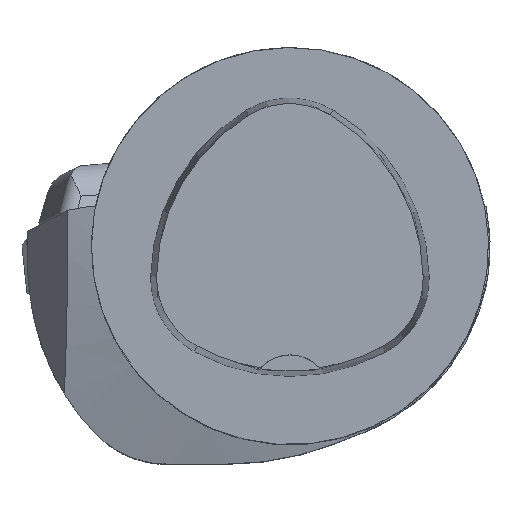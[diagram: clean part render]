
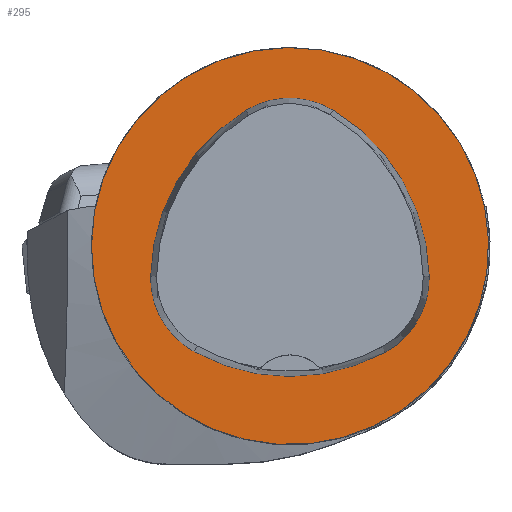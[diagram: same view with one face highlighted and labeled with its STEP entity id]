
A CAD part, top view. The second image highlights one B-rep face of the part: STEP entity #295.
In plain terms, the highlighted planar face has unit normal (0, 0, 1).
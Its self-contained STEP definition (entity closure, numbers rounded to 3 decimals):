
#295=ADVANCED_FACE('',(#432,#433),#375,.T.);
#375=PLANE('',#2032);
#432=FACE_BOUND('',#481,.T.);
#433=FACE_BOUND('',#482,.T.);
#481=EDGE_LOOP('',(#817,#818,#819,#820,#821,#822));
#482=EDGE_LOOP('',(#823));
#567=CIRCLE('',#1996,20.);
#570=CIRCLE('',#2010,20.);
#572=CIRCLE('',#2013,8.5);
#574=CIRCLE('',#2016,20.);
#576=CIRCLE('',#2019,8.5);
#580=CIRCLE('',#2024,20.);
#582=CIRCLE('',#2027,8.5);
#817=ORIENTED_EDGE('',*,*,#1432,.T.);
#818=ORIENTED_EDGE('',*,*,#1412,.T.);
#819=ORIENTED_EDGE('',*,*,#1416,.T.);
#820=ORIENTED_EDGE('',*,*,#1419,.T.);
#821=ORIENTED_EDGE('',*,*,#1422,.T.);
#822=ORIENTED_EDGE('',*,*,#1430,.T.);
#823=ORIENTED_EDGE('',*,*,#1380,.F.);
#1183=VERTEX_POINT('',#2932);
#1214=VERTEX_POINT('',#3047);
#1215=VERTEX_POINT('',#3048);
#1218=VERTEX_POINT('',#3056);
#1220=VERTEX_POINT('',#3062);
#1222=VERTEX_POINT('',#3068);
#1229=VERTEX_POINT('',#3089);
#1380=EDGE_CURVE('',#1183,#1183,#567,.T.);
#1412=EDGE_CURVE('',#1214,#1215,#570,.T.);
#1416=EDGE_CURVE('',#1215,#1218,#572,.T.);
#1419=EDGE_CURVE('',#1218,#1220,#574,.T.);
#1422=EDGE_CURVE('',#1220,#1222,#576,.T.);
#1430=EDGE_CURVE('',#1222,#1229,#580,.T.);
#1432=EDGE_CURVE('',#1229,#1214,#582,.T.);
#1996=AXIS2_PLACEMENT_3D('',#2931,#2319,#2320);
#2010=AXIS2_PLACEMENT_3D('',#3046,#2355,#2356);
#2013=AXIS2_PLACEMENT_3D('',#3055,#2363,#2364);
#2016=AXIS2_PLACEMENT_3D('',#3061,#2370,#2371);
#2019=AXIS2_PLACEMENT_3D('',#3067,#2377,#2378);
#2024=AXIS2_PLACEMENT_3D('',#3090,#2389,#2390);
#2027=AXIS2_PLACEMENT_3D('',#3093,#2395,#2396);
#2032=AXIS2_PLACEMENT_3D('',#3098,#2405,#2406);
#2319=DIRECTION('',(0.,0.,-1.));
#2320=DIRECTION('',(-1.,0.,0.));
#2355=DIRECTION('',(0.,0.,-1.));
#2356=DIRECTION('',(-1.,0.,0.));
#2363=DIRECTION('',(0.,0.,-1.));
#2364=DIRECTION('',(-1.,0.,0.));
#2370=DIRECTION('',(0.,0.,-1.));
#2371=DIRECTION('',(-1.,0.,0.));
#2377=DIRECTION('',(0.,0.,-1.));
#2378=DIRECTION('',(-1.,0.,0.));
#2389=DIRECTION('',(0.,0.,-1.));
#2390=DIRECTION('',(-1.,0.,0.));
#2395=DIRECTION('',(0.,0.,-1.));
#2396=DIRECTION('',(-1.,0.,0.));
#2405=DIRECTION('',(0.,0.,1.));
#2406=DIRECTION('',(1.,0.,0.));
#2931=CARTESIAN_POINT('',(0.,0.,0.));
#2932=CARTESIAN_POINT('',(-20.,0.,0.));
#3046=CARTESIAN_POINT('',(5.955,-3.414,0.));
#3047=CARTESIAN_POINT('',(-14.041,-3.042,0.));
#3048=CARTESIAN_POINT('',(-4.472,13.653,0.));
#3055=CARTESIAN_POINT('',(-0.04,6.4,0.));
#3056=CARTESIAN_POINT('',(4.347,13.68,0.));
#3061=CARTESIAN_POINT('',(-5.976,-3.45,0.));
#3062=CARTESIAN_POINT('',(14.021,-3.075,0.));
#3067=CARTESIAN_POINT('',(5.522,-3.235,0.));
#3068=CARTESIAN_POINT('',(9.588,-10.699,0.));
#3089=CARTESIAN_POINT('',(-9.655,-10.639,0.));
#3090=CARTESIAN_POINT('',(0.022,6.864,0.));
#3093=CARTESIAN_POINT('',(-5.543,-3.2,0.));
#3098=CARTESIAN_POINT('',(0.,0.,0.));
